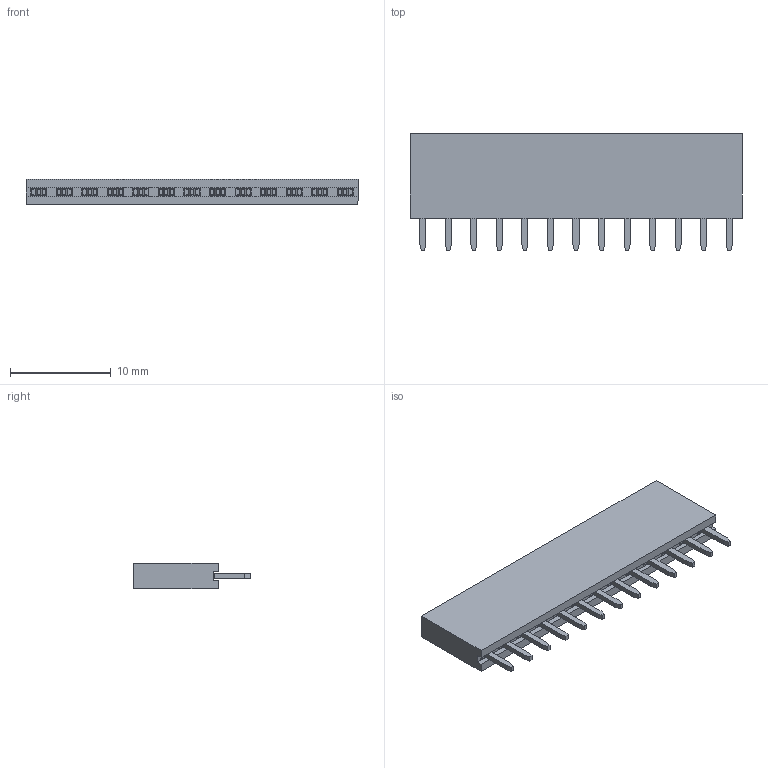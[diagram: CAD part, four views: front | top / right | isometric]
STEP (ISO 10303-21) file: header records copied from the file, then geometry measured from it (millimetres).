
FILE_DESCRIPTION((''),'2;1');
FILE_NAME('PBS-13.stp','2019-11-02T10:48:47',('Shuvalov'),(''),'Autodesk Inventor 2011','Autodesk Inventor 2011','');
FILE_SCHEMA(('CONFIG_CONTROL_DESIGN'));
Length unit declared in the file: millimetre
Products named in the file (1): PBS-13
Bounding box: 33.02 x 11.6 x 2.54 mm (x, y, z)
Volume: 647 mm3; surface area: 1228.6 mm2
Topology: 14 solids, 14 shells, 400 faces, 986 edges, 640 vertices
Faces by surface type: plane 348, cylinder 52
Entity records: 11864 total; most frequent: CARTESIAN_POINT 2027, ORIENTED_EDGE 1972, DIRECTION 1892, EDGE_CURVE 986, VECTOR 882, LINE 882, VERTEX_POINT 640, AXIS2_PLACEMENT_3D 505
